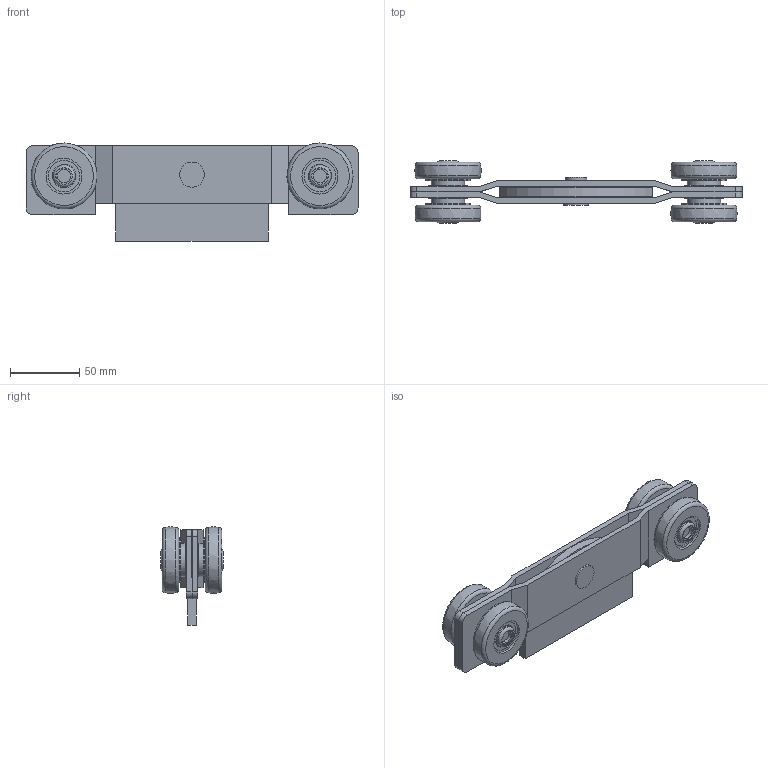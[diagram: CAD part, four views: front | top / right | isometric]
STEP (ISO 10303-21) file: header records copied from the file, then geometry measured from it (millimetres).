
FILE_DESCRIPTION(/* description */ (''),/* implementation_level */ '2;1');
FILE_NAME(/* name */ '9256S.stp',/* time_stamp */ '2019-08-05T15:12:50+02:00',/* author */ ('LIONEL'),/* organization */ (''),/* preprocessor_version */ 'ST-DEVELOPER v17.2',/* originating_system */ 'Autodesk Inventor 2019',/* authorisation */ '');
FILE_SCHEMA (('AUTOMOTIVE_DESIGN { 1 0 10303 214 3 1 1 }'));
Length unit declared in the file: millimetre
Products named in the file (11): 9256S; 18652; GALB48S; 18136; 09098; 09105 NF E 22-165 - 28x1.2; 16198; 16198_1; 16197; 19919; 18658
Assembly tree (17 placements, depth 3):
  9256S
    18652  x2
    GALB48S  x4
      18136
      09098
      09105 NF E 22-165 - 28x1.2
    16198
    16198_1
    16197  x4
    19919
    18658
Bounding box: 240 x 45 x 70.97 mm (x, y, z)
Volume: 209795.1 mm3; surface area: 114850.1 mm2
Topology: 58 solids, 62 shells, 603 faces, 1795 edges, 1231 vertices
Faces by surface type: cylinder 212, plane 190, torus 128, sphere 64, cone 5, bspline 4
Full cylindrical faces by diameter (mm): 2 x8, 9.5 x4, 11.8 x8, 12 x4, 12.2 x4, 15.8 x5, 16 x2, 16.2 x7, 17.216 x16, 18 x5, 22.784 x16, 24 x4, 26 x4, 28 x12, 29.5 x4, 32 x4
Entity records: 9110 total; most frequent: CARTESIAN_POINT 1759, DIRECTION 1630, ORIENTED_EDGE 1356, AXIS2_PLACEMENT_3D 699, EDGE_CURVE 678, VERTEX_POINT 481, CIRCLE 414, EDGE_LOOP 307
